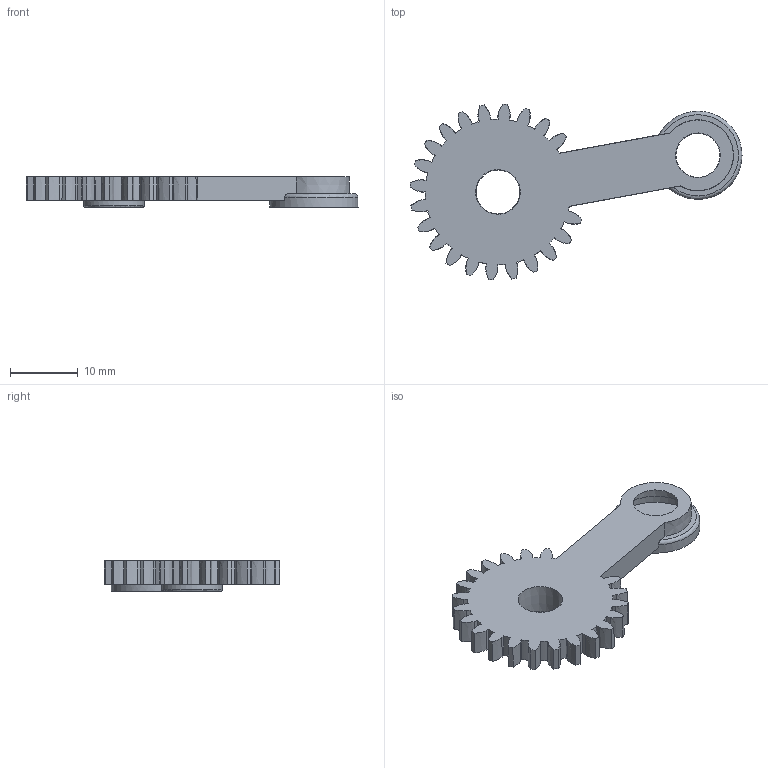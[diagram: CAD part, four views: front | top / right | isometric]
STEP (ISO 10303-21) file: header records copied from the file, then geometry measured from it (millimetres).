
FILE_DESCRIPTION(/* description */ (''),/* implementation_level */ '2;1');
FILE_NAME(/* name */ 'INGRANAGGIO-BRACCIO-22_1 (2).stp',/* time_stamp */ '2023-04-03T19:21:38+08:00',/* author */ ('DELL'),/* organization */ (''),/* preprocessor_version */ 'ST-DEVELOPER v17',/* originating_system */ 'Autodesk Inventor 2019',/* authorisation */ '');
FILE_SCHEMA (('AUTOMOTIVE_DESIGN { 1 0 10303 214 3 1 1 }'));
Length unit declared in the file: millimetre
Products named in the file (1): INGRANAGGIO-BRACCIO-22_1
Bounding box: 48.99 x 25.96 x 4.5 mm (x, y, z)
Volume: 2152.1 mm3; surface area: 2140.4 mm2
Topology: 1 solids, 1 shells, 141 faces, 420 edges, 282 vertices
Faces by surface type: plane 49, cone 48, bspline 42, torus 2
Entity records: 9018 total; most frequent: CARTESIAN_POINT 5555, ORIENTED_EDGE 840, DIRECTION 550, EDGE_CURVE 420, VERTEX_POINT 282, AXIS2_PLACEMENT_3D 208, B_SPLINE_CURVE_WITH_KNOTS 170, EDGE_LOOP 146
